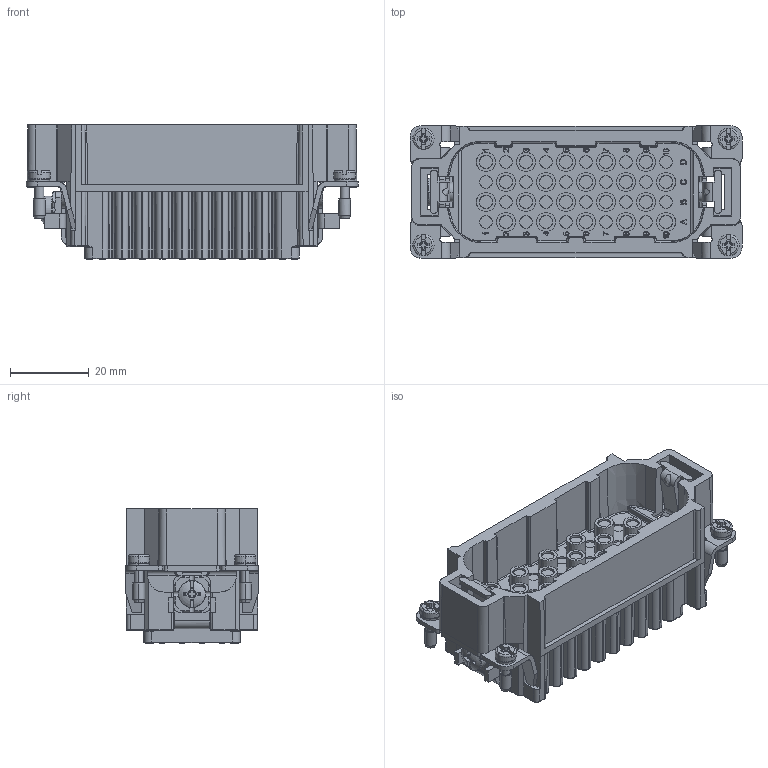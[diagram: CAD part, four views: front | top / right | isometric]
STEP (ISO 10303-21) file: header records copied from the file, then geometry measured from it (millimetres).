
FILE_DESCRIPTION (( 'STEP AP203' ), '1' );
FILE_NAME ('ZP-MC16B-1-MC040.STEP', '2023-07-06T19:37:33', ( '' ), ( '' ), 'SwSTEP 2.0', 'SolidWorks 2021', '' );
FILE_SCHEMA (( 'CONFIG_CONTROL_DESIGN' ));
Products named in the file (1): ZP-MC16B-1-MC040
Bounding box: 84.3 x 33.6 x 34.05 mm (x, y, z)
Volume: 36734.9 mm3; surface area: 26676 mm2
Topology: 1 solids, 40 shells, 2277 faces, 5527 edges, 3489 vertices
Faces by surface type: plane 1050, cylinder 537, bspline 376, cone 312, torus 2
Entity records: 98220 total; most frequent: CARTESIAN_POINT 50355, ORIENTED_EDGE 10998, DIRECTION 7549, EDGE_CURVE 5499, VERTEX_POINT 3489, VECTOR 2937, LINE 2937, EDGE_LOOP 2502
